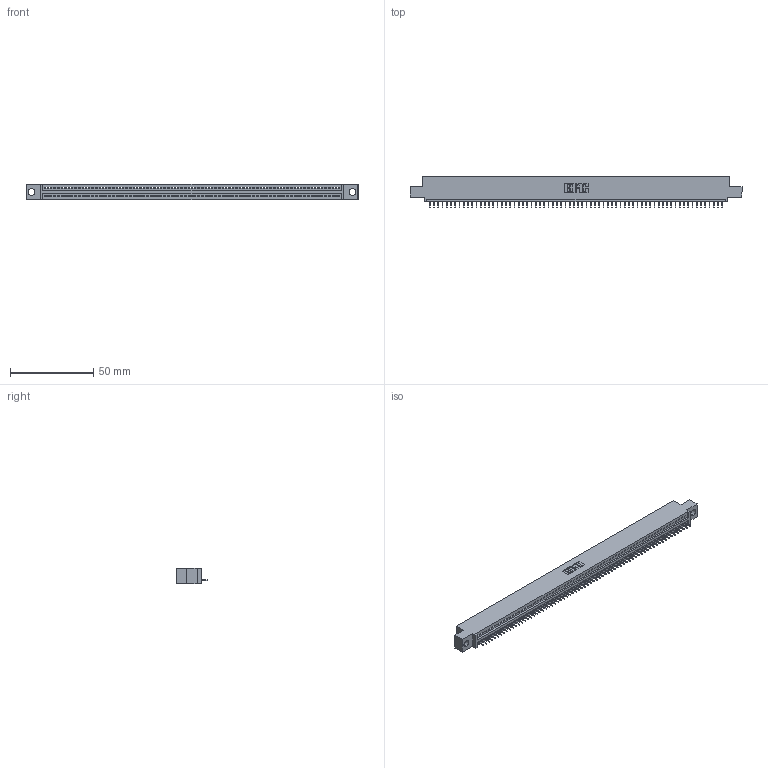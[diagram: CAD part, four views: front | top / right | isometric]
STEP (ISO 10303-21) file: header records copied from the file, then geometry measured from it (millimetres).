
FILE_DESCRIPTION (( 'STEP AP203' ), '1' );
FILE_NAME ('845-070-525-404.STEP', '2020-09-23T21:50:29', ( '' ), ( '' ), 'SwSTEP 2.0', 'SolidWorks 2020', '' );
FILE_SCHEMA (( 'CONFIG_CONTROL_DESIGN' ));
Length unit declared in the file: inch
Products named in the file (3): 845-070-525-404; 845 Part_0.110 Offset - 0.156 Dia-TH; 345-292-001_345-293-125
Assembly tree (71 placements, depth 2):
  845-070-525-404
    845 Part_0.110 Offset - 0.156 Dia-TH
    345-292-001_345-293-125  x70
Bounding box: 199.01 x 18.72 x 9.4 mm (x, y, z)
Volume: 18684.4 mm3; surface area: 24148 mm2
Topology: 71 solids, 71 shells, 4470 faces, 12953 edges, 8354 vertices
Faces by surface type: plane 3304, cylinder 1166
Entity records: 49123 total; most frequent: ORIENTED_EDGE 8518, CARTESIAN_POINT 8514, DIRECTION 7395, EDGE_CURVE 4259, LINE 3851, VECTOR 3851, VERTEX_POINT 2834, AXIS2_PLACEMENT_3D 1772
